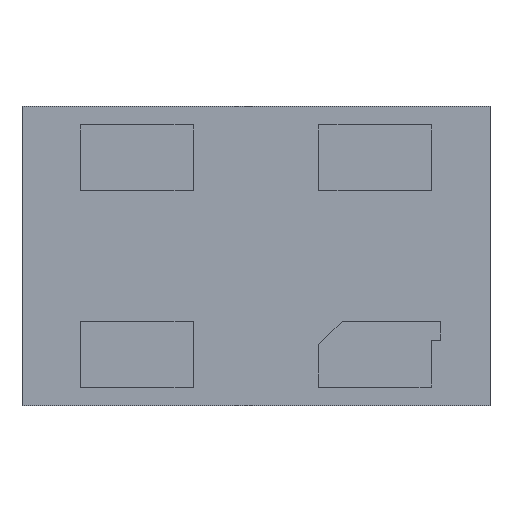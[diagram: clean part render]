
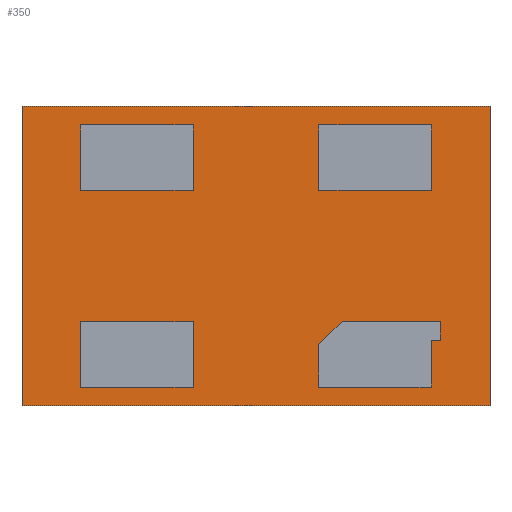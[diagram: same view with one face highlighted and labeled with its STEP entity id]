
A CAD part, front view. The second image highlights one B-rep face of the part: STEP entity #350.
In plain terms, the highlighted planar face has unit normal (0, -1, 0).
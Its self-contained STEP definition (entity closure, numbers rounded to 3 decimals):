
#151=CARTESIAN_POINT('',(-2.5,-0.425,1.6));
#152=DIRECTION('',(0.,1.,0.));
#153=DIRECTION('',(0.,0.,1.));
#154=AXIS2_PLACEMENT_3D('',#151,#152,#153);
#155=PLANE('',#154);
#156=CARTESIAN_POINT('',(1.97,-0.425,-0.7));
#157=VERTEX_POINT('',#156);
#158=CARTESIAN_POINT('',(0.92,-0.425,-0.7));
#159=VERTEX_POINT('',#158);
#160=CARTESIAN_POINT('',(1.97,-0.425,-0.7));
#161=DIRECTION('',(-1.,0.,0.));
#162=VECTOR('',#161,1.05);
#163=LINE('',#160,#162);
#164=EDGE_CURVE('NONE',#157,#159,#163,.T.);
#165=ORIENTED_EDGE('',*,*,#164,.F.);
#166=CARTESIAN_POINT('',(1.97,-0.425,-0.9));
#167=VERTEX_POINT('',#166);
#168=CARTESIAN_POINT('',(1.97,-0.425,-0.9));
#169=DIRECTION('',(0.,0.,1.));
#170=VECTOR('',#169,0.2);
#171=LINE('',#168,#170);
#172=EDGE_CURVE('NONE',#167,#157,#171,.T.);
#173=ORIENTED_EDGE('',*,*,#172,.F.);
#174=CARTESIAN_POINT('',(1.87,-0.425,-0.9));
#175=VERTEX_POINT('',#174);
#176=CARTESIAN_POINT('',(1.87,-0.425,-0.9));
#177=DIRECTION('',(1.,0.,-0.));
#178=VECTOR('',#177,0.1);
#179=LINE('',#176,#178);
#180=EDGE_CURVE('NONE',#175,#167,#179,.T.);
#181=ORIENTED_EDGE('',*,*,#180,.F.);
#182=CARTESIAN_POINT('',(1.87,-0.425,-1.4));
#183=VERTEX_POINT('',#182);
#184=CARTESIAN_POINT('',(1.87,-0.425,-1.4));
#185=DIRECTION('',(0.,0.,1.));
#186=VECTOR('',#185,0.5);
#187=LINE('',#184,#186);
#188=EDGE_CURVE('NONE',#183,#175,#187,.T.);
#189=ORIENTED_EDGE('',*,*,#188,.F.);
#190=CARTESIAN_POINT('',(0.67,-0.425,-1.4));
#191=VERTEX_POINT('',#190);
#192=CARTESIAN_POINT('',(0.67,-0.425,-1.4));
#193=DIRECTION('',(1.,0.,-0.));
#194=VECTOR('',#193,1.2);
#195=LINE('',#192,#194);
#196=EDGE_CURVE('NONE',#191,#183,#195,.T.);
#197=ORIENTED_EDGE('',*,*,#196,.F.);
#198=CARTESIAN_POINT('',(0.67,-0.425,-0.95));
#199=VERTEX_POINT('',#198);
#200=CARTESIAN_POINT('',(0.67,-0.425,-0.95));
#201=DIRECTION('',(0.,0.,-1.));
#202=VECTOR('',#201,0.45);
#203=LINE('',#200,#202);
#204=EDGE_CURVE('NONE',#199,#191,#203,.T.);
#205=ORIENTED_EDGE('',*,*,#204,.F.);
#206=CARTESIAN_POINT('',(0.92,-0.425,-0.7));
#207=DIRECTION('',(-0.707,0.,-0.707));
#208=VECTOR('',#207,0.354);
#209=LINE('',#206,#208);
#210=EDGE_CURVE('NONE',#159,#199,#209,.T.);
#211=ORIENTED_EDGE('',*,*,#210,.F.);
#212=EDGE_LOOP('',(#165,#173,#181,#189,#197,#205,#211));
#213=FACE_BOUND('',#212,.T.);
#214=CARTESIAN_POINT('',(-1.873,-0.425,1.4));
#215=VERTEX_POINT('',#214);
#216=CARTESIAN_POINT('',(-1.873,-0.425,0.7));
#217=VERTEX_POINT('',#216);
#218=CARTESIAN_POINT('',(-1.873,-0.425,1.4));
#219=DIRECTION('',(0.,0.,-1.));
#220=VECTOR('',#219,0.7);
#221=LINE('',#218,#220);
#222=EDGE_CURVE('NONE',#215,#217,#221,.T.);
#223=ORIENTED_EDGE('',*,*,#222,.F.);
#224=CARTESIAN_POINT('',(-0.673,-0.425,1.4));
#225=VERTEX_POINT('',#224);
#226=CARTESIAN_POINT('',(-0.673,-0.425,1.4));
#227=DIRECTION('',(-1.,0.,0.));
#228=VECTOR('',#227,1.2);
#229=LINE('',#226,#228);
#230=EDGE_CURVE('NONE',#225,#215,#229,.T.);
#231=ORIENTED_EDGE('',*,*,#230,.F.);
#232=CARTESIAN_POINT('',(-0.673,-0.425,0.7));
#233=VERTEX_POINT('',#232);
#234=CARTESIAN_POINT('',(-0.673,-0.425,0.7));
#235=DIRECTION('',(0.,0.,1.));
#236=VECTOR('',#235,0.7);
#237=LINE('',#234,#236);
#238=EDGE_CURVE('NONE',#233,#225,#237,.T.);
#239=ORIENTED_EDGE('',*,*,#238,.F.);
#240=CARTESIAN_POINT('',(-1.873,-0.425,0.7));
#241=DIRECTION('',(1.,0.,-0.));
#242=VECTOR('',#241,1.2);
#243=LINE('',#240,#242);
#244=EDGE_CURVE('NONE',#217,#233,#243,.T.);
#245=ORIENTED_EDGE('',*,*,#244,.F.);
#246=EDGE_LOOP('',(#223,#231,#239,#245));
#247=FACE_BOUND('',#246,.T.);
#248=CARTESIAN_POINT('',(-2.5,-0.425,-1.6));
#249=VERTEX_POINT('',#248);
#250=CARTESIAN_POINT('',(2.5,-0.425,-1.6));
#251=VERTEX_POINT('',#250);
#252=CARTESIAN_POINT('',(-2.5,-0.425,-1.6));
#253=DIRECTION('',(1.,0.,-0.));
#254=VECTOR('',#253,5.);
#255=LINE('',#252,#254);
#256=EDGE_CURVE('NONE',#249,#251,#255,.T.);
#257=ORIENTED_EDGE('',*,*,#256,.T.);
#258=CARTESIAN_POINT('',(2.5,-0.425,1.6));
#259=VERTEX_POINT('',#258);
#260=CARTESIAN_POINT('',(2.5,-0.425,1.6));
#261=DIRECTION('',(-0.,-0.,-1.));
#262=VECTOR('',#261,3.2);
#263=LINE('',#260,#262);
#264=EDGE_CURVE('NONE',#259,#251,#263,.T.);
#265=ORIENTED_EDGE('',*,*,#264,.F.);
#266=CARTESIAN_POINT('',(-2.5,-0.425,1.6));
#267=VERTEX_POINT('',#266);
#268=CARTESIAN_POINT('',(-2.5,-0.425,1.6));
#269=DIRECTION('',(1.,-0.,-0.));
#270=VECTOR('',#269,5.);
#271=LINE('',#268,#270);
#272=EDGE_CURVE('NONE',#267,#259,#271,.T.);
#273=ORIENTED_EDGE('',*,*,#272,.F.);
#274=CARTESIAN_POINT('',(-2.5,-0.425,1.6));
#275=DIRECTION('',(-0.,-0.,-1.));
#276=VECTOR('',#275,3.2);
#277=LINE('',#274,#276);
#278=EDGE_CURVE('NONE',#267,#249,#277,.T.);
#279=ORIENTED_EDGE('',*,*,#278,.T.);
#280=EDGE_LOOP('',(#257,#265,#273,#279));
#281=FACE_BOUND('',#280,.T.);
#282=CARTESIAN_POINT('',(-1.873,-0.425,-0.7));
#283=VERTEX_POINT('',#282);
#284=CARTESIAN_POINT('',(-1.873,-0.425,-1.4));
#285=VERTEX_POINT('',#284);
#286=CARTESIAN_POINT('',(-1.873,-0.425,-0.7));
#287=DIRECTION('',(0.,0.,-1.));
#288=VECTOR('',#287,0.7);
#289=LINE('',#286,#288);
#290=EDGE_CURVE('NONE',#283,#285,#289,.T.);
#291=ORIENTED_EDGE('',*,*,#290,.F.);
#292=CARTESIAN_POINT('',(-0.673,-0.425,-0.7));
#293=VERTEX_POINT('',#292);
#294=CARTESIAN_POINT('',(-0.673,-0.425,-0.7));
#295=DIRECTION('',(-1.,0.,0.));
#296=VECTOR('',#295,1.2);
#297=LINE('',#294,#296);
#298=EDGE_CURVE('NONE',#293,#283,#297,.T.);
#299=ORIENTED_EDGE('',*,*,#298,.F.);
#300=CARTESIAN_POINT('',(-0.673,-0.425,-1.4));
#301=VERTEX_POINT('',#300);
#302=CARTESIAN_POINT('',(-0.673,-0.425,-1.4));
#303=DIRECTION('',(0.,0.,1.));
#304=VECTOR('',#303,0.7);
#305=LINE('',#302,#304);
#306=EDGE_CURVE('NONE',#301,#293,#305,.T.);
#307=ORIENTED_EDGE('',*,*,#306,.F.);
#308=CARTESIAN_POINT('',(-1.873,-0.425,-1.4));
#309=DIRECTION('',(1.,0.,-0.));
#310=VECTOR('',#309,1.2);
#311=LINE('',#308,#310);
#312=EDGE_CURVE('NONE',#285,#301,#311,.T.);
#313=ORIENTED_EDGE('',*,*,#312,.F.);
#314=EDGE_LOOP('',(#291,#299,#307,#313));
#315=FACE_BOUND('',#314,.T.);
#316=CARTESIAN_POINT('',(0.673,-0.425,0.7));
#317=VERTEX_POINT('',#316);
#318=CARTESIAN_POINT('',(1.873,-0.425,0.7));
#319=VERTEX_POINT('',#318);
#320=CARTESIAN_POINT('',(0.673,-0.425,0.7));
#321=DIRECTION('',(1.,0.,0.));
#322=VECTOR('',#321,1.2);
#323=LINE('',#320,#322);
#324=EDGE_CURVE('NONE',#317,#319,#323,.T.);
#325=ORIENTED_EDGE('',*,*,#324,.F.);
#326=CARTESIAN_POINT('',(0.673,-0.425,1.4));
#327=VERTEX_POINT('',#326);
#328=CARTESIAN_POINT('',(0.673,-0.425,1.4));
#329=DIRECTION('',(0.,0.,-1.));
#330=VECTOR('',#329,0.7);
#331=LINE('',#328,#330);
#332=EDGE_CURVE('NONE',#327,#317,#331,.T.);
#333=ORIENTED_EDGE('',*,*,#332,.F.);
#334=CARTESIAN_POINT('',(1.873,-0.425,1.4));
#335=VERTEX_POINT('',#334);
#336=CARTESIAN_POINT('',(1.873,-0.425,1.4));
#337=DIRECTION('',(-1.,0.,-0.));
#338=VECTOR('',#337,1.2);
#339=LINE('',#336,#338);
#340=EDGE_CURVE('NONE',#335,#327,#339,.T.);
#341=ORIENTED_EDGE('',*,*,#340,.F.);
#342=CARTESIAN_POINT('',(1.873,-0.425,0.7));
#343=DIRECTION('',(-0.,0.,1.));
#344=VECTOR('',#343,0.7);
#345=LINE('',#342,#344);
#346=EDGE_CURVE('NONE',#319,#335,#345,.T.);
#347=ORIENTED_EDGE('',*,*,#346,.F.);
#348=EDGE_LOOP('',(#325,#333,#341,#347));
#349=FACE_BOUND('',#348,.T.);
#350=ADVANCED_FACE('NONE',(#213,#247,#281,#315,#349),#155,.F.);
